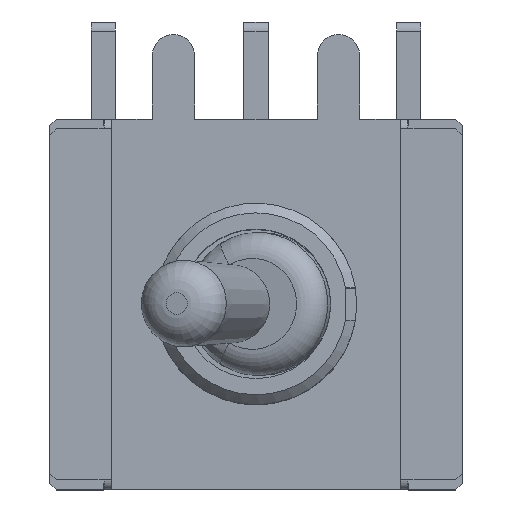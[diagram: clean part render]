
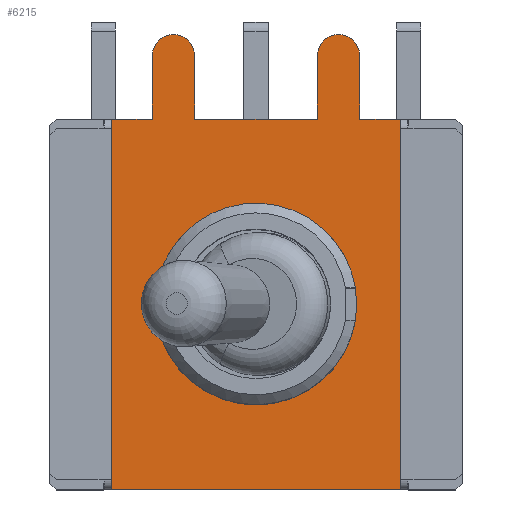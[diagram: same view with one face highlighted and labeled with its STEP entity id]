
A CAD part, top view. The second image highlights one B-rep face of the part: STEP entity #6215.
In plain terms, the highlighted face is planar.
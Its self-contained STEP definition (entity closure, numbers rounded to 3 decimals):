
#964=LINE('',#13187,#1507);
#967=LINE('',#13193,#1510);
#970=LINE('',#13199,#1513);
#971=LINE('',#13201,#1514);
#976=LINE('',#13211,#1519);
#978=LINE('',#13215,#1521);
#984=LINE('',#13233,#1527);
#985=LINE('',#13235,#1528);
#986=LINE('',#13237,#1529);
#987=LINE('',#13241,#1530);
#1507=VECTOR('',#9595,1000.);
#1510=VECTOR('',#9600,1000.);
#1513=VECTOR('',#9605,1000.);
#1514=VECTOR('',#9608,1000.);
#1519=VECTOR('',#9615,1000.);
#1521=VECTOR('',#9619,1000.);
#1527=VECTOR('',#9635,1000.);
#1528=VECTOR('',#9636,1000.);
#1529=VECTOR('',#9637,1000.);
#1530=VECTOR('',#9640,1000.);
#3262=ORIENTED_EDGE('',*,*,#4168,.F.);
#3263=ORIENTED_EDGE('',*,*,#4169,.F.);
#3264=ORIENTED_EDGE('',*,*,#4160,.F.);
#3265=ORIENTED_EDGE('',*,*,#4142,.F.);
#3266=ORIENTED_EDGE('',*,*,#4146,.F.);
#3267=ORIENTED_EDGE('',*,*,#4149,.F.);
#3268=ORIENTED_EDGE('',*,*,#4152,.F.);
#3269=ORIENTED_EDGE('',*,*,#4153,.F.);
#3270=ORIENTED_EDGE('',*,*,#4158,.F.);
#3271=ORIENTED_EDGE('',*,*,#4170,.F.);
#3272=ORIENTED_EDGE('',*,*,#4171,.T.);
#3273=ORIENTED_EDGE('',*,*,#4172,.T.);
#3274=ORIENTED_EDGE('',*,*,#4173,.T.);
#4142=EDGE_CURVE('',#4742,#4743,#4834,.T.);
#4146=EDGE_CURVE('',#4745,#4742,#964,.T.);
#4149=EDGE_CURVE('',#4747,#4745,#967,.T.);
#4152=EDGE_CURVE('',#4749,#4747,#970,.T.);
#4153=EDGE_CURVE('',#4750,#4749,#971,.T.);
#4158=EDGE_CURVE('',#4753,#4750,#976,.T.);
#4160=EDGE_CURVE('',#4743,#4755,#978,.T.);
#4168=EDGE_CURVE('',#4761,#4761,#4837,.F.);
#4169=EDGE_CURVE('',#4755,#4762,#984,.T.);
#4170=EDGE_CURVE('',#4763,#4753,#985,.T.);
#4171=EDGE_CURVE('',#4763,#4764,#986,.T.);
#4172=EDGE_CURVE('',#4764,#4765,#4838,.T.);
#4173=EDGE_CURVE('',#4765,#4762,#987,.T.);
#4742=VERTEX_POINT('',#13178);
#4743=VERTEX_POINT('',#13180);
#4745=VERTEX_POINT('',#13186);
#4747=VERTEX_POINT('',#13192);
#4749=VERTEX_POINT('',#13198);
#4750=VERTEX_POINT('',#13202);
#4753=VERTEX_POINT('',#13210);
#4755=VERTEX_POINT('',#13216);
#4761=VERTEX_POINT('',#13232);
#4762=VERTEX_POINT('',#13234);
#4763=VERTEX_POINT('',#13236);
#4764=VERTEX_POINT('',#13238);
#4765=VERTEX_POINT('',#13240);
#4834=CIRCLE('',#8233,0.65);
#4837=CIRCLE('',#8244,3.1);
#4838=CIRCLE('',#8245,0.65);
#5219=EDGE_LOOP('',(#3262));
#5220=EDGE_LOOP('',(#3263,#3264,#3265,#3266,#3267,#3268,#3269,#3270,#3271,
#3272,#3273,#3274));
#5608=FACE_BOUND('',#5219,.T.);
#5609=FACE_BOUND('',#5220,.T.);
#5871=PLANE('',#8243);
#6215=ADVANCED_FACE('',(#5608,#5609),#5871,.F.);
#8233=AXIS2_PLACEMENT_3D('',#13179,#9588,#9589);
#8243=AXIS2_PLACEMENT_3D('',#13230,#9631,#9632);
#8244=AXIS2_PLACEMENT_3D('',#13231,#9633,#9634);
#8245=AXIS2_PLACEMENT_3D('',#13239,#9638,#9639);
#9588=DIRECTION('',(0.,0.,1.));
#9589=DIRECTION('',(-1.,0.,0.));
#9595=DIRECTION('',(0.,-1.,0.));
#9600=DIRECTION('',(1.,0.,0.));
#9605=DIRECTION('',(0.,-1.,0.));
#9608=DIRECTION('',(-1.,0.,0.));
#9615=DIRECTION('',(0.,1.,0.));
#9619=DIRECTION('',(0.,1.,0.));
#9631=DIRECTION('',(0.,0.,1.));
#9632=DIRECTION('',(1.,0.,0.));
#9633=DIRECTION('',(0.,0.,1.));
#9634=DIRECTION('',(1.,0.,0.));
#9635=DIRECTION('',(1.,0.,0.));
#9636=DIRECTION('',(1.,0.,0.));
#9637=DIRECTION('',(0.,-1.,0.));
#9638=DIRECTION('',(0.,0.,-1.));
#9639=DIRECTION('',(1.,0.,0.));
#9640=DIRECTION('',(0.,1.,0.));
#13178=CARTESIAN_POINT('',(-3.19,-7.65,-0.5));
#13179=CARTESIAN_POINT('',(-2.54,-7.65,-0.5));
#13180=CARTESIAN_POINT('',(-1.89,-7.65,-0.5));
#13186=CARTESIAN_POINT('',(-3.19,-5.7,-0.5));
#13187=CARTESIAN_POINT('',(-3.19,-5.7,-0.5));
#13192=CARTESIAN_POINT('',(-4.45,-5.7,-0.5));
#13193=CARTESIAN_POINT('',(-4.45,-5.7,-0.5));
#13198=CARTESIAN_POINT('',(-4.45,5.7,-0.5));
#13199=CARTESIAN_POINT('',(-4.45,5.7,-0.5));
#13201=CARTESIAN_POINT('',(4.45,5.7,-0.5));
#13202=CARTESIAN_POINT('',(4.45,5.7,-0.5));
#13210=CARTESIAN_POINT('',(4.45,-5.7,-0.5));
#13211=CARTESIAN_POINT('',(4.45,-5.7,-0.5));
#13215=CARTESIAN_POINT('',(-1.89,-7.65,-0.5));
#13216=CARTESIAN_POINT('',(-1.89,-5.7,-0.5));
#13230=CARTESIAN_POINT('',(0.,0.,-0.5));
#13231=CARTESIAN_POINT('',(0.,0.,-0.5));
#13232=CARTESIAN_POINT('',(3.1,0.,-0.5));
#13233=CARTESIAN_POINT('',(-4.45,-5.7,-0.5));
#13234=CARTESIAN_POINT('',(1.89,-5.7,-0.5));
#13235=CARTESIAN_POINT('',(-4.45,-5.7,-0.5));
#13236=CARTESIAN_POINT('',(3.19,-5.7,-0.5));
#13237=CARTESIAN_POINT('',(3.19,-5.7,-0.5));
#13238=CARTESIAN_POINT('',(3.19,-7.65,-0.5));
#13239=CARTESIAN_POINT('',(2.54,-7.65,-0.5));
#13240=CARTESIAN_POINT('',(1.89,-7.65,-0.5));
#13241=CARTESIAN_POINT('',(1.89,-7.65,-0.5));
